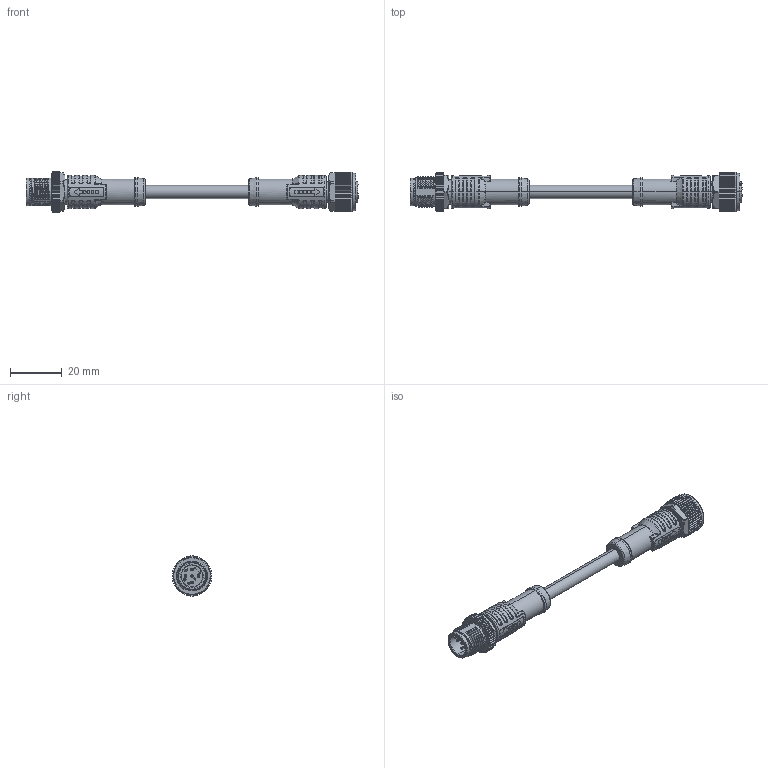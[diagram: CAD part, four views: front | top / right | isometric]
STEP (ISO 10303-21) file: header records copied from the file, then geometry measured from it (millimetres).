
FILE_DESCRIPTION (( 'STEP AP214' ), '1' );
FILE_NAME ('M12M12F5A_3D.STEP', '2022-09-02T14:42:31', ( '' ), ( '' ), 'SwSTEP 2.0', 'SolidWorks 2021', '' );
FILE_SCHEMA (( 'AUTOMOTIVE_DESIGN' ));
Length unit declared in the file: inch
Products named in the file (5): MANIFOLD_SOLID_BREP_45369; M12M12F5A_3D; M12A05ML-12AFL-SBXXX_2_ASM; MANIFOLD_SOLID_BREP_61622; MANIFOLD_SOLID_BREP_81545
Assembly tree (4 placements, depth 3):
  M12M12F5A_3D
    M12A05ML-12AFL-SBXXX_2_ASM
      MANIFOLD_SOLID_BREP_45369
      MANIFOLD_SOLID_BREP_61622
      MANIFOLD_SOLID_BREP_81545
Bounding box: 128.3 x 15.3 x 15.5 mm (x, y, z)
Volume: 9489.4 mm3; surface area: 7289.1 mm2
Topology: 3 solids, 3 shells, 2275 faces, 6436 edges, 4219 vertices
Faces by surface type: plane 1267, bspline 533, cylinder 436, cone 39
Entity records: 112101 total; most frequent: CARTESIAN_POINT 60318, ORIENTED_EDGE 12852, DIRECTION 7905, EDGE_CURVE 6426, VERTEX_POINT 4219, VECTOR 2903, LINE 2903, AXIS2_PLACEMENT_3D 2501
